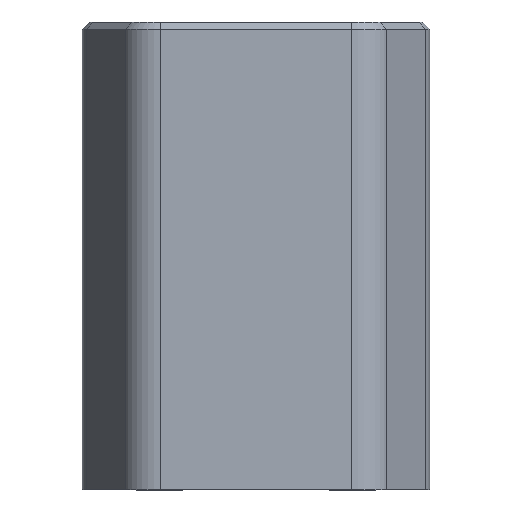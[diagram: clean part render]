
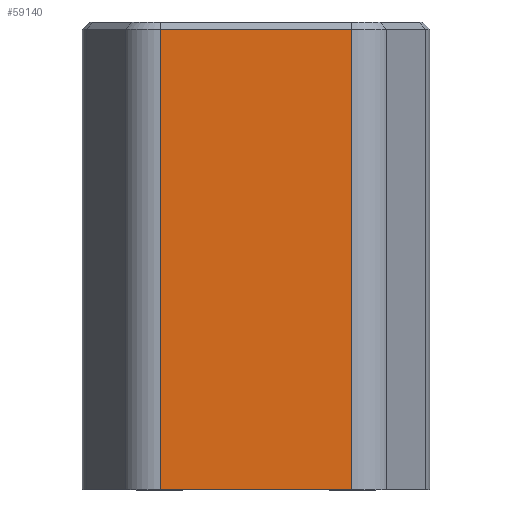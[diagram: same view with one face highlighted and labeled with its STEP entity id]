
A CAD part, top view. The second image highlights one B-rep face of the part: STEP entity #59140.
In plain terms, the highlighted planar face has unit normal (0, 0, 1).
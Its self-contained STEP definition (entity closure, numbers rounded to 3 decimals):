
#32510=CARTESIAN_POINT('',(-51.826,-9.432,
71.475));
#32520=VERTEX_POINT('',#32510);
#32550=CARTESIAN_POINT('',(-50.463,-9.432,
71.475));
#32560=DIRECTION('',(-1.,0.,0.));
#32570=VECTOR('',#32560,1.);
#32580=LINE('',#32550,#32570);
#32590=CARTESIAN_POINT('',(-47.92,-9.432,
71.475));
#32600=VERTEX_POINT('',#32590);
#32610=EDGE_CURVE('',#32600,#32520,#32580,.T.);
#54230=CARTESIAN_POINT('',(-47.92,-0.032,
71.475));
#54240=VERTEX_POINT('',#54230);
#54340=CARTESIAN_POINT('',(-47.92,-5.458,
71.475));
#54350=DIRECTION('',(0.,1.,0.));
#54360=VECTOR('',#54350,1.);
#54370=LINE('',#54340,#54360);
#54380=EDGE_CURVE('',#32600,#54240,#54370,.T.);
#54770=CARTESIAN_POINT('',(-51.826,-0.032,
71.475));
#54780=VERTEX_POINT('',#54770);
#58510=CARTESIAN_POINT('',(-50.463,-0.032,
71.475));
#58520=DIRECTION('',(-1.,0.,0.));
#58530=VECTOR('',#58520,1.);
#58540=LINE('',#58510,#58530);
#58550=EDGE_CURVE('',#54240,#54780,#58540,.T.);
#58870=CARTESIAN_POINT('',(-51.826,-5.458,
71.475));
#58880=DIRECTION('',(0.,1.,0.));
#58890=VECTOR('',#58880,1.);
#58900=LINE('',#58870,#58890);
#58910=EDGE_CURVE('',#32520,#54780,#58900,.T.);
#59030=CARTESIAN_POINT('',(-53.998,-9.689,
71.475));
#59040=DIRECTION('',(0.,0.,1.));
#59050=DIRECTION('',(0.,1.,0.));
#59060=AXIS2_PLACEMENT_3D('',#59030,#59040,#59050);
#59070=PLANE('',#59060);
#59080=ORIENTED_EDGE('',*,*,#58550,.T.);
#59090=ORIENTED_EDGE('',*,*,#54380,.T.);
#59100=ORIENTED_EDGE('',*,*,#32610,.F.);
#59110=ORIENTED_EDGE('',*,*,#58910,.F.);
#59120=EDGE_LOOP('',(#59110,#59100,#59090,#59080));
#59130=FACE_OUTER_BOUND('',#59120,.T.);
#59140=ADVANCED_FACE('',(#59130),#59070,.T.);
